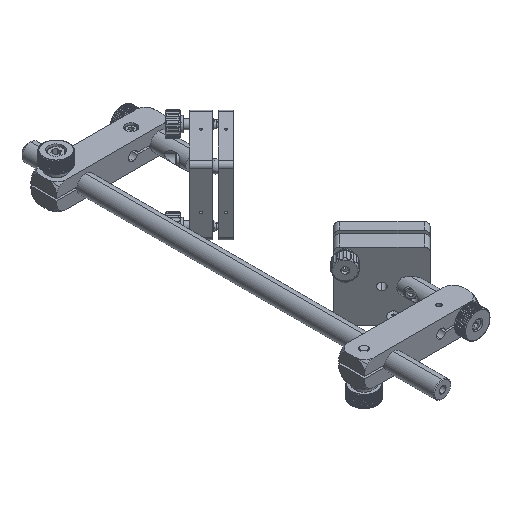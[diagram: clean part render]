
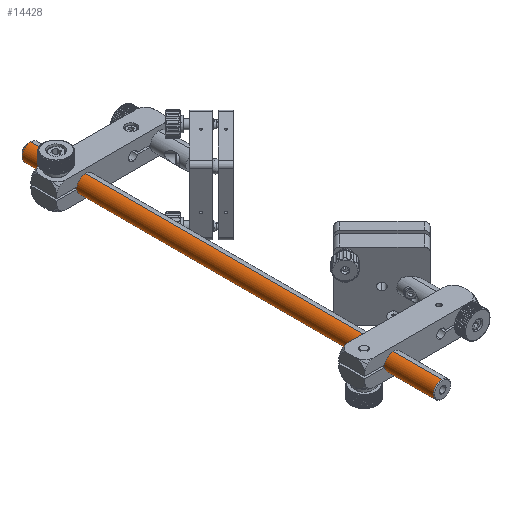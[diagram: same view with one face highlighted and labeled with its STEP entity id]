
A CAD part, isometric view. The second image highlights one B-rep face of the part: STEP entity #14428.
In plain terms, the highlighted cylindrical face has radius 6.35 mm (diameter 12.7 mm), a partial arc.
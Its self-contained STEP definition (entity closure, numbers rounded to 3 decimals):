
#1069 = DIRECTION ( 'NONE',  ( 0., 1., 0. ) ) ;
#1446 = EDGE_CURVE ( 'NONE', #5931, #54040, #33996, .T. ) ;
#4240 = AXIS2_PLACEMENT_3D ( 'NONE', #57622, #13818, #37835 ) ;
#5550 = AXIS2_PLACEMENT_3D ( 'NONE', #9513, #13669, #13983 ) ;
#5931 = VERTEX_POINT ( 'NONE', #27566 ) ;
#5933 = EDGE_CURVE ( 'NONE', #43363, #5931, #60013, .T. ) ;
#7212 = DIRECTION ( 'NONE',  ( 0., 1., 0. ) ) ;
#8702 = CYLINDRICAL_SURFACE ( 'NONE', #4240, 6.35 ) ;
#8938 = CARTESIAN_POINT ( 'NONE',  ( 0., 317.747, 6.35 ) ) ;
#9513 = CARTESIAN_POINT ( 'NONE',  ( 0., 317.747, 0. ) ) ;
#13669 = DIRECTION ( 'NONE',  ( 0., -1., 0. ) ) ;
#13818 = DIRECTION ( 'NONE',  ( 0., 1., 0. ) ) ;
#13983 = DIRECTION ( 'NONE',  ( 0., 0., -1. ) ) ;
#14428 = ADVANCED_FACE ( 'NONE', ( #48002 ), #8702, .T. ) ;
#18251 = ORIENTED_EDGE ( 'NONE', *, *, #5933, .T. ) ;
#19963 = ORIENTED_EDGE ( 'NONE', *, *, #51832, .F. ) ;
#22439 = DIRECTION ( 'NONE',  ( 0., 1., 0. ) ) ;
#24708 = VECTOR ( 'NONE', #7212, 1000. ) ;
#27566 = CARTESIAN_POINT ( 'NONE',  ( 0., 15.747, 6.35 ) ) ;
#33996 = LINE ( 'NONE', #53465, #57373 ) ;
#35606 = EDGE_LOOP ( 'NONE', ( #19963, #18251, #51976, #58390 ) ) ;
#37835 = DIRECTION ( 'NONE',  ( 0., 0., 1. ) ) ;
#38622 = AXIS2_PLACEMENT_3D ( 'NONE', #55686, #22439, #55996 ) ;
#42381 = CARTESIAN_POINT ( 'NONE',  ( 0., 352.527, -6.35 ) ) ;
#43106 = CARTESIAN_POINT ( 'NONE',  ( 0., 15.747, -6.35 ) ) ;
#43363 = VERTEX_POINT ( 'NONE', #43106 ) ;
#48002 = FACE_OUTER_BOUND ( 'NONE', #35606, .T. ) ;
#51832 = EDGE_CURVE ( 'NONE', #43363, #62765, #56427, .T. ) ;
#51976 = ORIENTED_EDGE ( 'NONE', *, *, #1446, .T. ) ;
#53465 = CARTESIAN_POINT ( 'NONE',  ( 0., 352.527, 6.35 ) ) ;
#54040 = VERTEX_POINT ( 'NONE', #8938 ) ;
#55656 = EDGE_CURVE ( 'NONE', #54040, #62765, #60654, .T. ) ;
#55686 = CARTESIAN_POINT ( 'NONE',  ( 0., 15.747, 0. ) ) ;
#55996 = DIRECTION ( 'NONE',  ( 0., 0., 1. ) ) ;
#56427 = LINE ( 'NONE', #42381, #24708 ) ;
#57373 = VECTOR ( 'NONE', #1069, 1000. ) ;
#57622 = CARTESIAN_POINT ( 'NONE',  ( 0., 352.527, 0. ) ) ;
#58202 = CARTESIAN_POINT ( 'NONE',  ( 0., 317.747, -6.35 ) ) ;
#58390 = ORIENTED_EDGE ( 'NONE', *, *, #55656, .T. ) ;
#60013 = CIRCLE ( 'NONE', #38622, 6.35 ) ;
#60654 = CIRCLE ( 'NONE', #5550, 6.35 ) ;
#62765 = VERTEX_POINT ( 'NONE', #58202 ) ;
